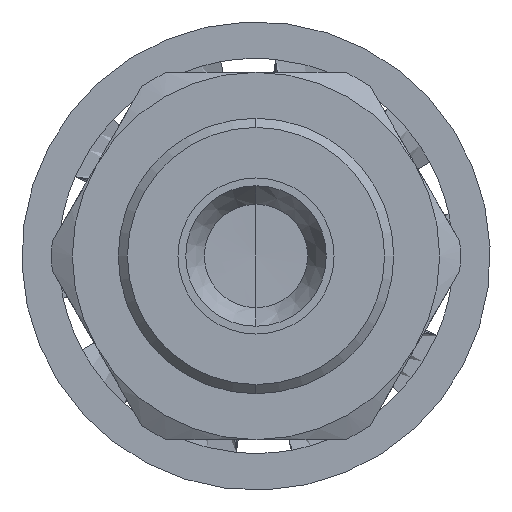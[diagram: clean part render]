
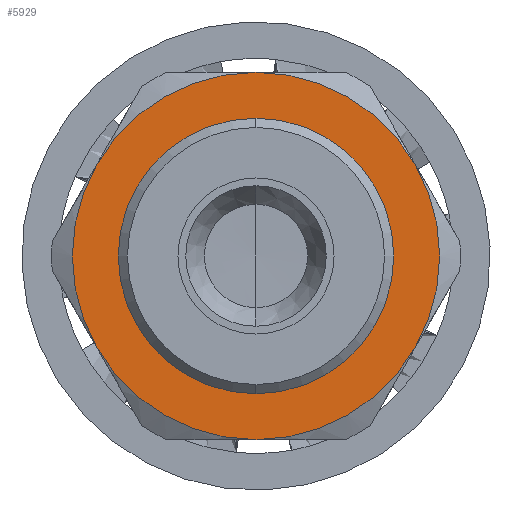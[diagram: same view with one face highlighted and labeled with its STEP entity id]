
A CAD part, left-side view. The second image highlights one B-rep face of the part: STEP entity #5929.
In plain terms, the highlighted planar face has unit normal (-1, 0, 0).
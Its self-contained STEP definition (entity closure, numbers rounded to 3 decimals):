
#197 = AXIS2_PLACEMENT_3D ( 'NONE', #4737, #5340, #5992 ) ;
#409 = DIRECTION ( 'NONE',  ( -1., 0., 0. ) ) ;
#454 = CARTESIAN_POINT ( 'NONE',  ( -13., 0., 0. ) ) ;
#511 = CARTESIAN_POINT ( 'NONE',  ( -13., 0., 4. ) ) ;
#625 = DIRECTION ( 'NONE',  ( -1., 0., 0. ) ) ;
#818 = CARTESIAN_POINT ( 'NONE',  ( -13., 0., 0. ) ) ;
#846 = DIRECTION ( 'NONE',  ( -1., 0., 0. ) ) ;
#1110 = CIRCLE ( 'NONE', #8133, 4. ) ;
#1208 = CARTESIAN_POINT ( 'NONE',  ( -13., 0., 0. ) ) ;
#1248 = CIRCLE ( 'NONE', #3993, 4. ) ;
#1251 = CIRCLE ( 'NONE', #6775, 3. ) ;
#1339 = PLANE ( 'NONE',  #197 ) ;
#1424 = FACE_OUTER_BOUND ( 'NONE', #1624, .T. ) ;
#1472 = AXIS2_PLACEMENT_3D ( 'NONE', #3264, #625, #4588 ) ;
#1624 = EDGE_LOOP ( 'NONE', ( #7440, #7934, #1706, #1960, #7219, #2266 ) ) ;
#1663 = CIRCLE ( 'NONE', #6482, 4. ) ;
#1706 = ORIENTED_EDGE ( 'NONE', *, *, #2009, .T. ) ;
#1738 = EDGE_CURVE ( 'NONE', #7282, #5868, #3257, .T. ) ;
#1838 = EDGE_CURVE ( 'NONE', #6251, #5463, #1110, .T. ) ;
#1960 = ORIENTED_EDGE ( 'NONE', *, *, #5828, .T. ) ;
#2009 = EDGE_CURVE ( 'NONE', #5463, #5212, #1248, .T. ) ;
#2266 = ORIENTED_EDGE ( 'NONE', *, *, #1738, .T. ) ;
#2425 = EDGE_CURVE ( 'NONE', #5868, #6251, #1663, .T. ) ;
#2646 = CIRCLE ( 'NONE', #6437, 3. ) ;
#2659 = CARTESIAN_POINT ( 'NONE',  ( -13., 0., 0. ) ) ;
#2890 = CIRCLE ( 'NONE', #6326, 4. ) ;
#2902 = VERTEX_POINT ( 'NONE', #3781 ) ;
#3073 = DIRECTION ( 'NONE',  ( -1., 0., 0. ) ) ;
#3129 = DIRECTION ( 'NONE',  ( 0., 0., 1. ) ) ;
#3149 = EDGE_CURVE ( 'NONE', #2902, #6285, #1251, .T. ) ;
#3159 = DIRECTION ( 'NONE',  ( -1., 0., 0. ) ) ;
#3257 = CIRCLE ( 'NONE', #1472, 4. ) ;
#3264 = CARTESIAN_POINT ( 'NONE',  ( -13., 0., 0. ) ) ;
#3404 = EDGE_LOOP ( 'NONE', ( #5175, #4426 ) ) ;
#3443 = DIRECTION ( 'NONE',  ( -1., 0., 0. ) ) ;
#3781 = CARTESIAN_POINT ( 'NONE',  ( -13., 0., 3. ) ) ;
#3801 = CARTESIAN_POINT ( 'NONE',  ( -13., 0., 0. ) ) ;
#3912 = CARTESIAN_POINT ( 'NONE',  ( -13., 0., 0. ) ) ;
#3993 = AXIS2_PLACEMENT_3D ( 'NONE', #3801, #7132, #3129 ) ;
#4024 = DIRECTION ( 'NONE',  ( 0., 0., 1. ) ) ;
#4045 = AXIS2_PLACEMENT_3D ( 'NONE', #3912, #3159, #5736 ) ;
#4127 = FACE_BOUND ( 'NONE', #3404, .T. ) ;
#4187 = CARTESIAN_POINT ( 'NONE',  ( -13., -3.464, -2. ) ) ;
#4426 = ORIENTED_EDGE ( 'NONE', *, *, #4889, .F. ) ;
#4469 = CARTESIAN_POINT ( 'NONE',  ( -13., 0., -3. ) ) ;
#4588 = DIRECTION ( 'NONE',  ( 0., 0., 1. ) ) ;
#4649 = DIRECTION ( 'NONE',  ( 0., 0., 1. ) ) ;
#4737 = CARTESIAN_POINT ( 'NONE',  ( -13., 3., 0. ) ) ;
#4889 = EDGE_CURVE ( 'NONE', #6285, #2902, #2646, .T. ) ;
#4933 = CARTESIAN_POINT ( 'NONE',  ( -13., 3.464, 2. ) ) ;
#5163 = CARTESIAN_POINT ( 'NONE',  ( -13., -3.464, 2. ) ) ;
#5175 = ORIENTED_EDGE ( 'NONE', *, *, #3149, .F. ) ;
#5212 = VERTEX_POINT ( 'NONE', #8102 ) ;
#5340 = DIRECTION ( 'NONE',  ( -1., 0., 0. ) ) ;
#5463 = VERTEX_POINT ( 'NONE', #4933 ) ;
#5736 = DIRECTION ( 'NONE',  ( 0., 0., 1. ) ) ;
#5828 = EDGE_CURVE ( 'NONE', #5212, #7351, #6814, .T. ) ;
#5868 = VERTEX_POINT ( 'NONE', #5163 ) ;
#5929 = ADVANCED_FACE ( 'NONE', ( #4127, #1424 ), #1339, .T. ) ;
#5940 = DIRECTION ( 'NONE',  ( -1., 0., 0. ) ) ;
#5992 = DIRECTION ( 'NONE',  ( 0., 0., 1. ) ) ;
#6251 = VERTEX_POINT ( 'NONE', #511 ) ;
#6285 = VERTEX_POINT ( 'NONE', #4469 ) ;
#6326 = AXIS2_PLACEMENT_3D ( 'NONE', #454, #409, #6401 ) ;
#6401 = DIRECTION ( 'NONE',  ( 0., 0., 1. ) ) ;
#6437 = AXIS2_PLACEMENT_3D ( 'NONE', #1208, #3073, #8316 ) ;
#6482 = AXIS2_PLACEMENT_3D ( 'NONE', #6678, #5940, #4649 ) ;
#6660 = EDGE_CURVE ( 'NONE', #7351, #7282, #2890, .T. ) ;
#6678 = CARTESIAN_POINT ( 'NONE',  ( -13., 0., 0. ) ) ;
#6775 = AXIS2_PLACEMENT_3D ( 'NONE', #818, #3443, #7842 ) ;
#6814 = CIRCLE ( 'NONE', #4045, 4. ) ;
#7132 = DIRECTION ( 'NONE',  ( -1., 0., 0. ) ) ;
#7219 = ORIENTED_EDGE ( 'NONE', *, *, #6660, .T. ) ;
#7282 = VERTEX_POINT ( 'NONE', #4187 ) ;
#7351 = VERTEX_POINT ( 'NONE', #8242 ) ;
#7440 = ORIENTED_EDGE ( 'NONE', *, *, #2425, .T. ) ;
#7842 = DIRECTION ( 'NONE',  ( 0., 0., 1. ) ) ;
#7934 = ORIENTED_EDGE ( 'NONE', *, *, #1838, .T. ) ;
#8102 = CARTESIAN_POINT ( 'NONE',  ( -13., 3.464, -2. ) ) ;
#8133 = AXIS2_PLACEMENT_3D ( 'NONE', #2659, #846, #4024 ) ;
#8242 = CARTESIAN_POINT ( 'NONE',  ( -13., 0., -4. ) ) ;
#8316 = DIRECTION ( 'NONE',  ( 0., 0., 1. ) ) ;
